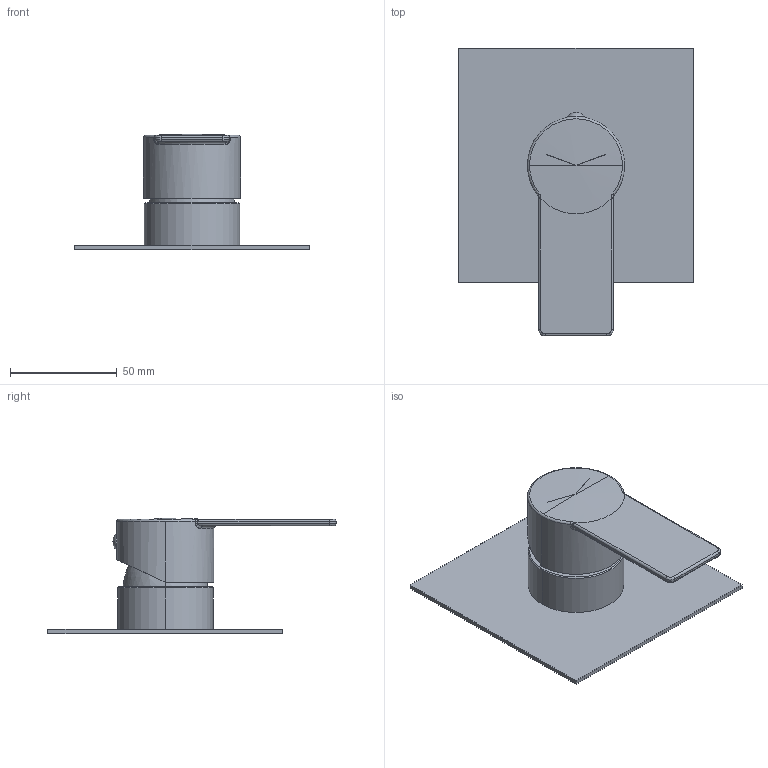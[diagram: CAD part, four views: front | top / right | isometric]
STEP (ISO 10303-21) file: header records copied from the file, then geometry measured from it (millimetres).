
FILE_DESCRIPTION((''),'2;1');
FILE_NAME('TA010CR-M','2021-01-18T10:04:05',('ut3'),('PAFFONI SpA'),'CREO PARAMETRIC BY PTC INC, 2020044','CREO PARAMETRIC BY PTC INC, 2020044','');
FILE_SCHEMA(('CONFIG_CONTROL_DESIGN','SHAPE_APPEARANCE_LAYERS_GROUPS'));
Length unit declared in the file: millimetre
Products named in the file (1): TA010CR-M
Bounding box: 110 x 135 x 54.1 mm (x, y, z)
Volume: 54849.6 mm3; surface area: 51000.4 mm2
Topology: 2 solids, 3 shells, 150 faces, 355 edges, 212 vertices
Faces by surface type: cylinder 51, plane 50, cone 21, bspline 15, torus 11, sphere 2
Entity records: 6472 total; most frequent: CARTESIAN_POINT 2056, ORIENTED_EDGE 702, DIRECTION 690, EDGE_CURVE 351, AXIS2_PLACEMENT_3D 267, VERTEX_POINT 212, EDGE_LOOP 165, VECTOR 156
